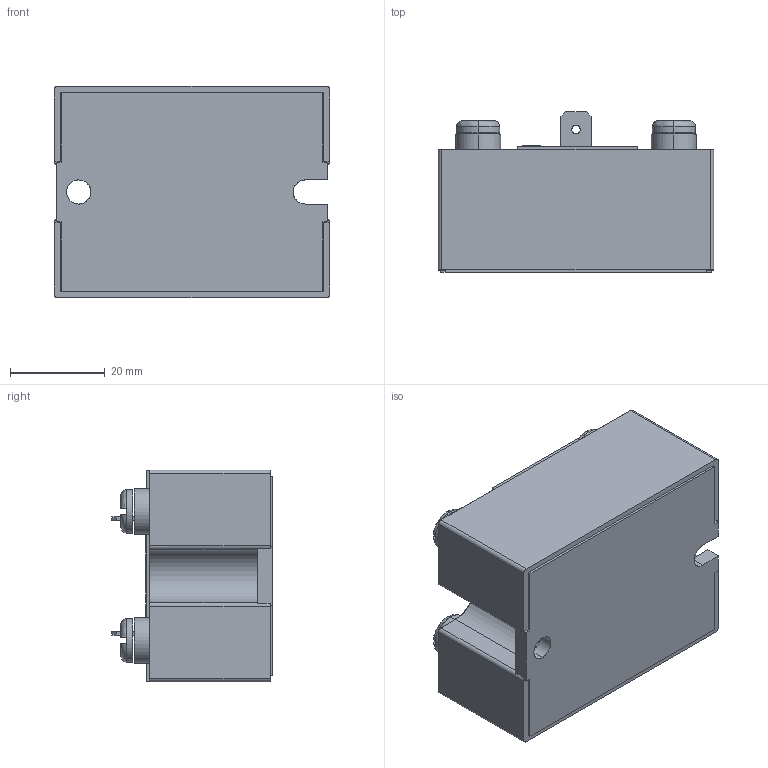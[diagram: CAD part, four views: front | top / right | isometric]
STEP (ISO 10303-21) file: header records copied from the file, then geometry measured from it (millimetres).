
FILE_DESCRIPTION (( 'STEP AP214' ), '1' );
FILE_NAME ('104601.STEP', '2016-12-08T17:35:33', ( '' ), ( '' ), 'SwSTEP 2.0', 'SolidWorks 2015', '' );
FILE_SCHEMA (( 'AUTOMOTIVE_DESIGN' ));
Length unit declared in the file: inch
Products named in the file (1): 104601
Bounding box: 58.04 x 33.88 x 44.58 mm (x, y, z)
Surface area: 15416.8 mm2 (no closed solid volume)
Topology: 0 solids, 235 shells, 279 faces, 1406 edges, 1362 vertices
Faces by surface type: plane 200, bspline 34, cylinder 33, cone 12
Entity records: 19713 total; most frequent: CARTESIAN_POINT 5892, DIRECTION 1738, ORIENTED_EDGE 1487, EDGE_CURVE 1406, VERTEX_POINT 1362, LINE 1058, VECTOR 1058, AXIS2_PLACEMENT_3D 340
